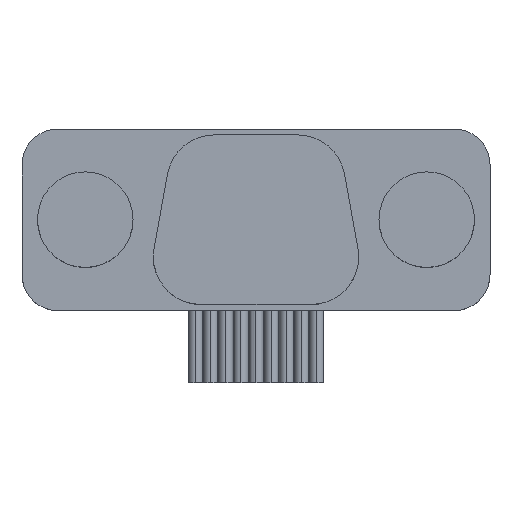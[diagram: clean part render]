
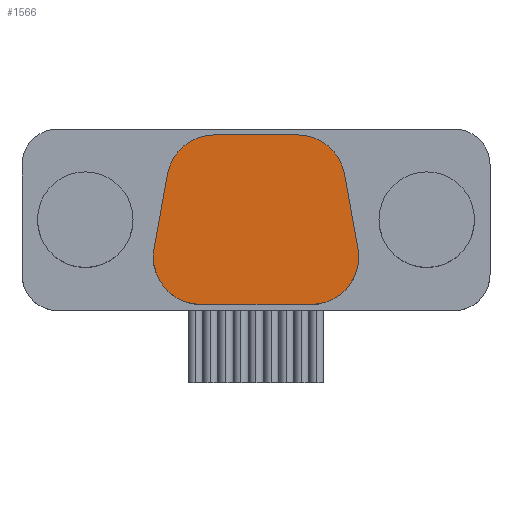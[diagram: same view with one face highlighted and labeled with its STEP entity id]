
A CAD part, top view. The second image highlights one B-rep face of the part: STEP entity #1566.
In plain terms, the highlighted planar face has unit normal (0, 0, 1).
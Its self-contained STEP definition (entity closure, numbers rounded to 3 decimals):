
#73 = VERTEX_POINT ( 'NONE', #2366 ) ;
#84 = CARTESIAN_POINT ( 'NONE',  ( 2.304, 0.25, 7.3 ) ) ;
#149 = CARTESIAN_POINT ( 'NONE',  ( -2.304, 2.25, 7.3 ) ) ;
#179 = DIRECTION ( 'NONE',  ( 0., 0., 1. ) ) ;
#191 = DIRECTION ( 'NONE',  ( 0., 0., 1. ) ) ;
#261 = DIRECTION ( 'NONE',  ( -1., 0., 0. ) ) ;
#409 = CARTESIAN_POINT ( 'NONE',  ( 1.741, 7.35, 7.3 ) ) ;
#429 = DIRECTION ( 'NONE',  ( 1., 0., 0. ) ) ;
#435 = EDGE_CURVE ( 'NONE', #1068, #3423, #467, .T. ) ;
#467 = CIRCLE ( 'NONE', #1499, 2. ) ;
#480 = LINE ( 'NONE', #1719, #2391 ) ;
#506 = CARTESIAN_POINT ( 'NONE',  ( 3.41, 7.35, 7.3 ) ) ;
#507 = VERTEX_POINT ( 'NONE', #774 ) ;
#546 = AXIS2_PLACEMENT_3D ( 'NONE', #1699, #2865, #2885 ) ;
#561 = LINE ( 'NONE', #3586, #1029 ) ;
#569 = ORIENTED_EDGE ( 'NONE', *, *, #3644, .T. ) ;
#615 = VECTOR ( 'NONE', #1727, 1000. ) ;
#678 = CARTESIAN_POINT ( 'NONE',  ( 0., 0., 7.3 ) ) ;
#774 = CARTESIAN_POINT ( 'NONE',  ( 4.272, 2.608, 7.3 ) ) ;
#864 = DIRECTION ( 'NONE',  ( -0.179, -0.984, 0. ) ) ;
#865 = CIRCLE ( 'NONE', #2628, 2. ) ;
#882 = ORIENTED_EDGE ( 'NONE', *, *, #2666, .T. ) ;
#973 = EDGE_CURVE ( 'NONE', #507, #2961, #3245, .T. ) ;
#1029 = VECTOR ( 'NONE', #864, 1000. ) ;
#1068 = VERTEX_POINT ( 'NONE', #1265 ) ;
#1164 = CARTESIAN_POINT ( 'NONE',  ( -2.304, 0.25, 7.3 ) ) ;
#1238 = EDGE_CURVE ( 'NONE', #2552, #73, #3834, .T. ) ;
#1265 = CARTESIAN_POINT ( 'NONE',  ( -4.272, 2.608, 7.3 ) ) ;
#1388 = FACE_OUTER_BOUND ( 'NONE', #2974, .T. ) ;
#1393 = DIRECTION ( 'NONE',  ( 1., 0., 0. ) ) ;
#1397 = EDGE_CURVE ( 'NONE', #2216, #1442, #480, .T. ) ;
#1399 = EDGE_CURVE ( 'NONE', #73, #3098, #2315, .T. ) ;
#1442 = VERTEX_POINT ( 'NONE', #84 ) ;
#1489 = AXIS2_PLACEMENT_3D ( 'NONE', #149, #191, #2565 ) ;
#1499 = AXIS2_PLACEMENT_3D ( 'NONE', #1692, #2896, #2876 ) ;
#1534 = EDGE_CURVE ( 'NONE', #3423, #2216, #1731, .T. ) ;
#1553 = AXIS2_PLACEMENT_3D ( 'NONE', #3214, #179, #1739 ) ;
#1566 = ADVANCED_FACE ( 'NONE', ( #1388 ), #3766, .T. ) ;
#1569 = CARTESIAN_POINT ( 'NONE',  ( -3.708, 5.708, 7.3 ) ) ;
#1633 = DIRECTION ( 'NONE',  ( 0., 0., 1. ) ) ;
#1692 = CARTESIAN_POINT ( 'NONE',  ( -2.304, 2.25, 7.3 ) ) ;
#1695 = ORIENTED_EDGE ( 'NONE', *, *, #2993, .T. ) ;
#1699 = CARTESIAN_POINT ( 'NONE',  ( -1.741, 5.35, 7.3 ) ) ;
#1707 = CARTESIAN_POINT ( 'NONE',  ( -3.41, 7.35, 7.3 ) ) ;
#1719 = CARTESIAN_POINT ( 'NONE',  ( -4.7, 0.25, 7.3 ) ) ;
#1727 = DIRECTION ( 'NONE',  ( -0.179, 0.984, 0. ) ) ;
#1731 = CIRCLE ( 'NONE', #1489, 2. ) ;
#1739 = DIRECTION ( 'NONE',  ( 1., 0., 0. ) ) ;
#1917 = CIRCLE ( 'NONE', #1553, 2. ) ;
#2046 = DIRECTION ( 'NONE',  ( 1., 0., 0. ) ) ;
#2169 = VECTOR ( 'NONE', #261, 1000. ) ;
#2198 = ORIENTED_EDGE ( 'NONE', *, *, #435, .T. ) ;
#2216 = VERTEX_POINT ( 'NONE', #1164 ) ;
#2315 = CIRCLE ( 'NONE', #546, 2. ) ;
#2366 = CARTESIAN_POINT ( 'NONE',  ( -1.741, 7.35, 7.3 ) ) ;
#2391 = VECTOR ( 'NONE', #1393, 1000. ) ;
#2479 = ORIENTED_EDGE ( 'NONE', *, *, #1399, .T. ) ;
#2552 = VERTEX_POINT ( 'NONE', #409 ) ;
#2565 = DIRECTION ( 'NONE',  ( 1., 0., 0. ) ) ;
#2602 = CARTESIAN_POINT ( 'NONE',  ( 3.708, 5.708, 7.3 ) ) ;
#2628 = AXIS2_PLACEMENT_3D ( 'NONE', #2848, #2664, #2046 ) ;
#2664 = DIRECTION ( 'NONE',  ( 0., 0., 1. ) ) ;
#2666 = EDGE_CURVE ( 'NONE', #2961, #2552, #1917, .T. ) ;
#2848 = CARTESIAN_POINT ( 'NONE',  ( 2.304, 2.25, 7.3 ) ) ;
#2865 = DIRECTION ( 'NONE',  ( 0., 0., 1. ) ) ;
#2876 = DIRECTION ( 'NONE',  ( 1., 0., 0. ) ) ;
#2885 = DIRECTION ( 'NONE',  ( 1., 0., 0. ) ) ;
#2896 = DIRECTION ( 'NONE',  ( 0., 0., 1. ) ) ;
#2961 = VERTEX_POINT ( 'NONE', #2602 ) ;
#2974 = EDGE_LOOP ( 'NONE', ( #3849, #2479, #1695, #2198, #3353, #3257, #569, #3722, #882 ) ) ;
#2993 = EDGE_CURVE ( 'NONE', #3098, #1068, #561, .T. ) ;
#3098 = VERTEX_POINT ( 'NONE', #1569 ) ;
#3214 = CARTESIAN_POINT ( 'NONE',  ( 1.741, 5.35, 7.3 ) ) ;
#3245 = LINE ( 'NONE', #506, #615 ) ;
#3257 = ORIENTED_EDGE ( 'NONE', *, *, #1397, .T. ) ;
#3353 = ORIENTED_EDGE ( 'NONE', *, *, #1534, .T. ) ;
#3395 = AXIS2_PLACEMENT_3D ( 'NONE', #678, #1633, #429 ) ;
#3423 = VERTEX_POINT ( 'NONE', #3922 ) ;
#3586 = CARTESIAN_POINT ( 'NONE',  ( -3.41, 7.35, 7.3 ) ) ;
#3644 = EDGE_CURVE ( 'NONE', #1442, #507, #865, .T. ) ;
#3722 = ORIENTED_EDGE ( 'NONE', *, *, #973, .T. ) ;
#3766 = PLANE ( 'NONE',  #3395 ) ;
#3834 = LINE ( 'NONE', #1707, #2169 ) ;
#3849 = ORIENTED_EDGE ( 'NONE', *, *, #1238, .T. ) ;
#3922 = CARTESIAN_POINT ( 'NONE',  ( -4.304, 2.25, 7.3 ) ) ;
